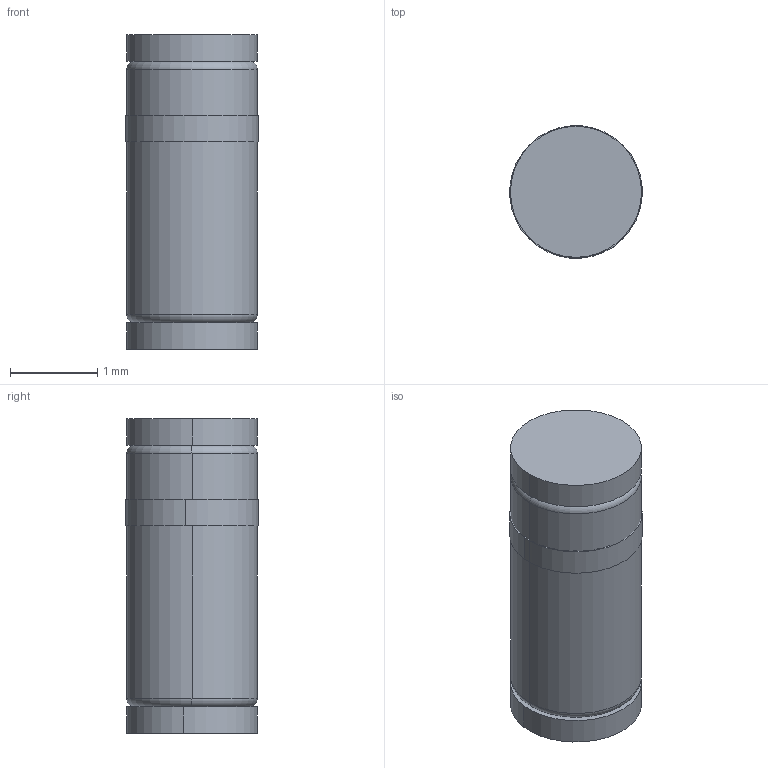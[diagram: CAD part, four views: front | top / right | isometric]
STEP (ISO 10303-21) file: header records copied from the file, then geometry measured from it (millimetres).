
FILE_DESCRIPTION (( 'STEP AP214' ), '1' );
FILE_NAME ('×°ÅäÌå1.STEP', '2014-01-08T03:38:15', ( 'BT_YANFB_XUJUNRAN' ), ( '' ), 'SwSTEP 2.0', 'SolidWorks 2010', '' );
FILE_SCHEMA (( 'AUTOMOTIVE_DESIGN' ));
Length unit declared in the file: millimetre
Products named in the file (4): 蚾饜极1; 錨璃2; 錨璃3; 錨璃1
Assembly tree (4 placements, depth 2):
  蚾饜极1
    錨璃1  x2
    錨璃2
    錨璃3
Bounding box: 1.52 x 1.52 x 3.6 mm (x, y, z)
Volume: 6.4 mm3; surface area: 30.2 mm2
Topology: 4 solids, 4 shells, 22 faces, 38 edges, 24 vertices
Faces by surface type: cylinder 10, plane 8, torus 4
Entity records: 636 total; most frequent: DIRECTION 106, CARTESIAN_POINT 77, ORIENTED_EDGE 64, AXIS2_PLACEMENT_3D 49, EDGE_CURVE 32, CIRCLE 24, EDGE_LOOP 20, VERTEX_POINT 20
